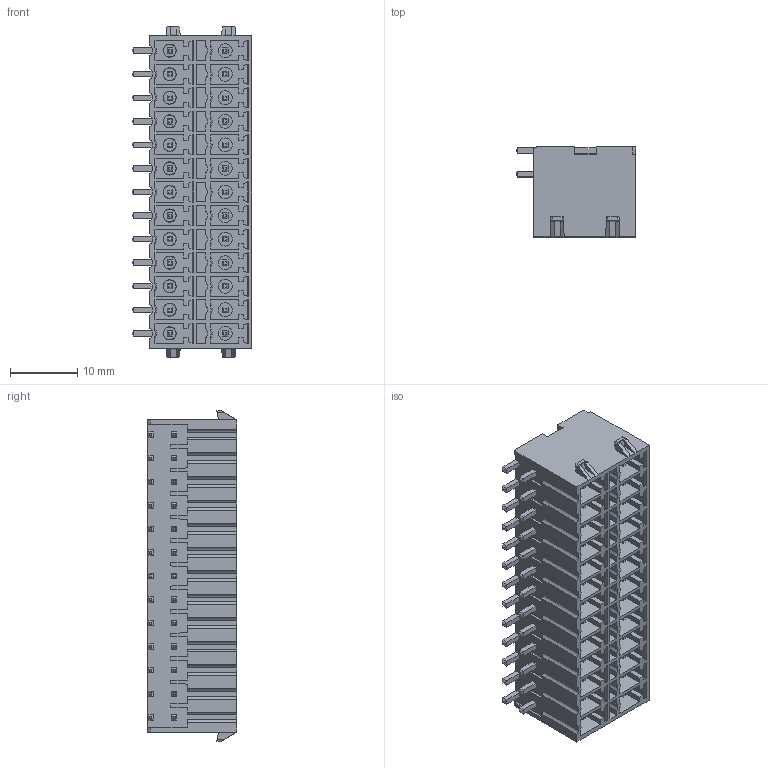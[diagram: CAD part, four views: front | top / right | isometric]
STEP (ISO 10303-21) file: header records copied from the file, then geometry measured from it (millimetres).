
FILE_DESCRIPTION((''),'2;1');
FILE_NAME('TLPHDL-007R-1','2024-09-18T13:41:32',('sheji109'),(''),'CREO PARAMETRIC BY PTC INC, 2018100','CREO PARAMETRIC BY PTC INC, 2018100','');
FILE_SCHEMA(('CONFIG_CONTROL_DESIGN'));
Length unit declared in the file: millimetre
Products named in the file (1): TLPHDL-007R-1
Bounding box: 17.8 x 13.3 x 49.1 mm (x, y, z)
Volume: 6361.3 mm3; surface area: 8248.6 mm2
Topology: 1 solids, 1 shells, 1453 faces, 3778 edges, 2444 vertices
Faces by surface type: plane 1283, cylinder 118, cone 52
Entity records: 43773 total; most frequent: CARTESIAN_POINT 8018, ORIENTED_EDGE 7556, DIRECTION 6902, EDGE_CURVE 3778, VECTOR 3404, LINE 3404, VERTEX_POINT 2444, AXIS2_PLACEMENT_3D 1749
